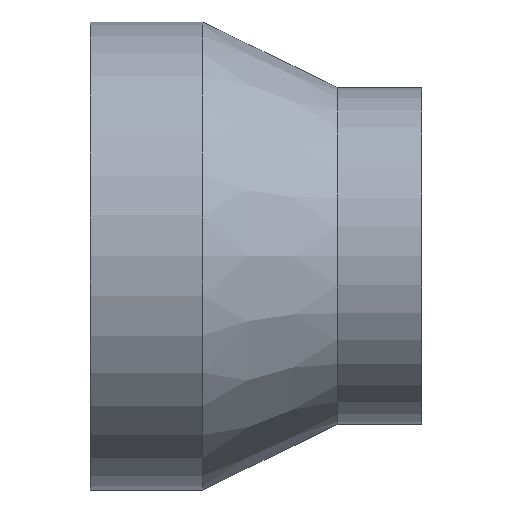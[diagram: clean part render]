
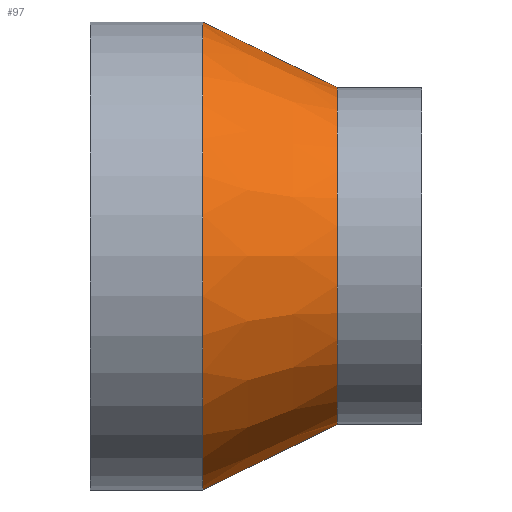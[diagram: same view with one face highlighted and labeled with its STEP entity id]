
A CAD part, top view. The second image highlights one B-rep face of the part: STEP entity #97.
In plain terms, the highlighted conical face has half-angle 25.925 degrees and reference radius 107.5 mm.
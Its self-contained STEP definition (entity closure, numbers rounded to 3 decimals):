
#83 = VERTEX_POINT( '', #217 );
#91 = VERTEX_POINT( '', #227 );
#97 = ADVANCED_FACE( '', ( #234 ), #235, .T. );
#109 = EDGE_CURVE( '', #91, #83, #247, .T. );
#129 = EDGE_CURVE( '', #91, #199, #271, .T. );
#143 = VERTEX_POINT( '', #286 );
#151 = EDGE_CURVE( '', #143, #83, #294, .T. );
#167 = EDGE_CURVE( '', #199, #143, #312, .T. );
#199 = VERTEX_POINT( '', #349 );
#217 = CARTESIAN_POINT( '', ( 60., 125., 0. ) );
#227 = CARTESIAN_POINT( '', ( 60., -125., 0. ) );
#234 = FACE_OUTER_BOUND( '', #375, .T. );
#235 = CONICAL_SURFACE( '', #376, 107.5, 0.452 );
#247 = CIRCLE( '', #393, 125. );
#271 = LINE( '', #425, #426 );
#286 = CARTESIAN_POINT( '', ( 132., 90., 0. ) );
#294 = LINE( '', #456, #457 );
#312 = CIRCLE( '', #481, 90. );
#349 = CARTESIAN_POINT( '', ( 132., -90., 0. ) );
#375 = EDGE_LOOP( '', ( #550, #551, #552, #553 ) );
#376 = AXIS2_PLACEMENT_3D( '', #554, #555, #556 );
#393 = AXIS2_PLACEMENT_3D( '', #568, #569, #570 );
#425 = CARTESIAN_POINT( '', ( 96., -107.5, 0. ) );
#426 = VECTOR( '', #614, 1. );
#456 = CARTESIAN_POINT( '', ( 96., 107.5, 0. ) );
#457 = VECTOR( '', #631, 1. );
#481 = AXIS2_PLACEMENT_3D( '', #658, #659, #660 );
#550 = ORIENTED_EDGE( '', *, *, #151, .T. );
#551 = ORIENTED_EDGE( '', *, *, #109, .F. );
#552 = ORIENTED_EDGE( '', *, *, #129, .T. );
#553 = ORIENTED_EDGE( '', *, *, #167, .T. );
#554 = CARTESIAN_POINT( '', ( 96., 0., 0. ) );
#555 = DIRECTION( '', ( -1., 0., 0. ) );
#556 = DIRECTION( '', ( 0., 1., 0. ) );
#568 = CARTESIAN_POINT( '', ( 60., 0., 0. ) );
#569 = DIRECTION( '', ( -1., 0., 0. ) );
#570 = DIRECTION( '', ( 0., 1., 0. ) );
#614 = DIRECTION( '', ( 0.899, 0.437, 0. ) );
#631 = DIRECTION( '', ( -0.899, 0.437, 0. ) );
#658 = CARTESIAN_POINT( '', ( 132., 0., 0. ) );
#659 = DIRECTION( '', ( -1., 0., 0. ) );
#660 = DIRECTION( '', ( 0., 1., 0. ) );
